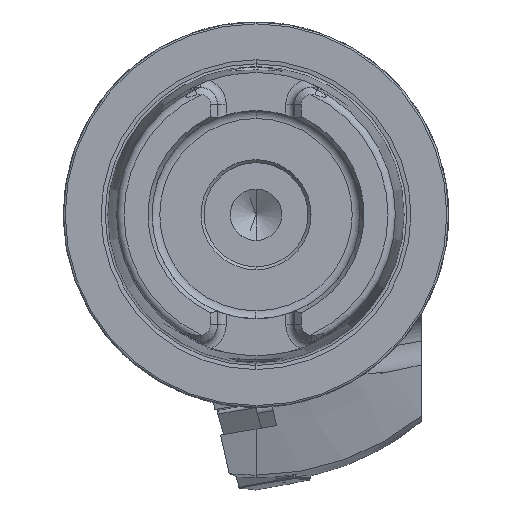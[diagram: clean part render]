
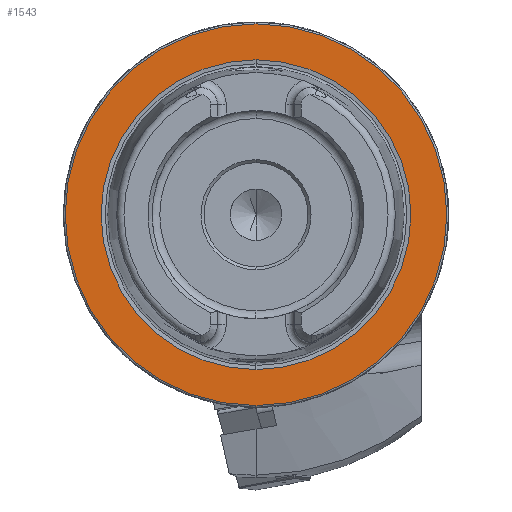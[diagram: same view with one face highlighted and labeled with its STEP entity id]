
A CAD part, left-side view. The second image highlights one B-rep face of the part: STEP entity #1543.
In plain terms, the highlighted planar face has unit normal (-1, 0, 0).
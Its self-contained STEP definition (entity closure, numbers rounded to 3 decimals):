
#1543 = ADVANCED_FACE ( 'NONE', ( #4381, #4389 ), #9842, .F. ) ;
#1613 = ORIENTED_EDGE ( 'NONE', *, *, #11111, .F. ) ;
#1614 = ORIENTED_EDGE ( 'NONE', *, *, #13458, .F. ) ;
#1615 = ORIENTED_EDGE ( 'NONE', *, *, #13462, .T. ) ;
#1616 = ORIENTED_EDGE ( 'NONE', *, *, #11110, .T. ) ;
#3181 = AXIS2_PLACEMENT_3D ( 'NONE', #5480, #5481, #5482 ) ;
#3182 = AXIS2_PLACEMENT_3D ( 'NONE', #5483, #5484, #5485 ) ;
#3228 = AXIS2_PLACEMENT_3D ( 'NONE', #5997, #5998, #5999 ) ;
#3231 = AXIS2_PLACEMENT_3D ( 'NONE', #6008, #6009, #6010 ) ;
#4381 = FACE_BOUND ( 'NONE', #9004, .T. ) ;
#4389 = FACE_OUTER_BOUND ( 'NONE', #9080, .T. ) ;
#5480 = CARTESIAN_POINT ( 'NONE',  ( 0., 0., 0. ) ) ;
#5481 = DIRECTION ( 'NONE',  ( -1., 0., 0. ) ) ;
#5482 = DIRECTION ( 'NONE',  ( 0., 0., 1. ) ) ;
#5483 = CARTESIAN_POINT ( 'NONE',  ( 0., 0., 0. ) ) ;
#5484 = DIRECTION ( 'NONE',  ( -1., 0., 0. ) ) ;
#5485 = DIRECTION ( 'NONE',  ( 0., 0., 1. ) ) ;
#5997 = CARTESIAN_POINT ( 'NONE',  ( 0., 0., 0. ) ) ;
#5998 = DIRECTION ( 'NONE',  ( -1., 0., 0. ) ) ;
#5999 = DIRECTION ( 'NONE',  ( 0., 0., 1. ) ) ;
#6008 = CARTESIAN_POINT ( 'NONE',  ( 0., 0., 0. ) ) ;
#6009 = DIRECTION ( 'NONE',  ( -1., 0., 0. ) ) ;
#6010 = DIRECTION ( 'NONE',  ( 0., 0., 1. ) ) ;
#7729 = CIRCLE ( 'NONE', #3182, 25.324 ) ;
#7730 = CIRCLE ( 'NONE', #3181, 31.2 ) ;
#7841 = CIRCLE ( 'NONE', #3228, 25.324 ) ;
#7850 = CIRCLE ( 'NONE', #3231, 31.2 ) ;
#9004 = EDGE_LOOP ( 'NONE', ( #1613, #1614 ) ) ;
#9080 = EDGE_LOOP ( 'NONE', ( #1615, #1616 ) ) ;
#9839 = CARTESIAN_POINT ( 'NONE',  ( 0., 31.2, 0. ) ) ;
#9842 = PLANE ( 'NONE',  #13136 ) ;
#9844 = DIRECTION ( 'NONE',  ( 1., 0., 0. ) ) ;
#9845 = DIRECTION ( 'NONE',  ( 0., 0., -1. ) ) ;
#10172 = VERTEX_POINT ( 'NONE', #11847 ) ;
#10177 = VERTEX_POINT ( 'NONE', #11852 ) ;
#10179 = VERTEX_POINT ( 'NONE', #11854 ) ;
#10180 = VERTEX_POINT ( 'NONE', #11855 ) ;
#11110 = EDGE_CURVE ( 'NONE', #10180, #10179, #7730, .T. ) ;
#11111 = EDGE_CURVE ( 'NONE', #10177, #10172, #7729, .T. ) ;
#11847 = CARTESIAN_POINT ( 'NONE',  ( 0., 0., -25.324 ) ) ;
#11852 = CARTESIAN_POINT ( 'NONE',  ( 0., 0., 25.324 ) ) ;
#11854 = CARTESIAN_POINT ( 'NONE',  ( 0., 0., 31.2 ) ) ;
#11855 = CARTESIAN_POINT ( 'NONE',  ( 0., 0., -31.2 ) ) ;
#13136 = AXIS2_PLACEMENT_3D ( 'NONE', #9839, #9844, #9845 ) ;
#13458 = EDGE_CURVE ( 'NONE', #10172, #10177, #7841, .T. ) ;
#13462 = EDGE_CURVE ( 'NONE', #10179, #10180, #7850, .T. ) ;
